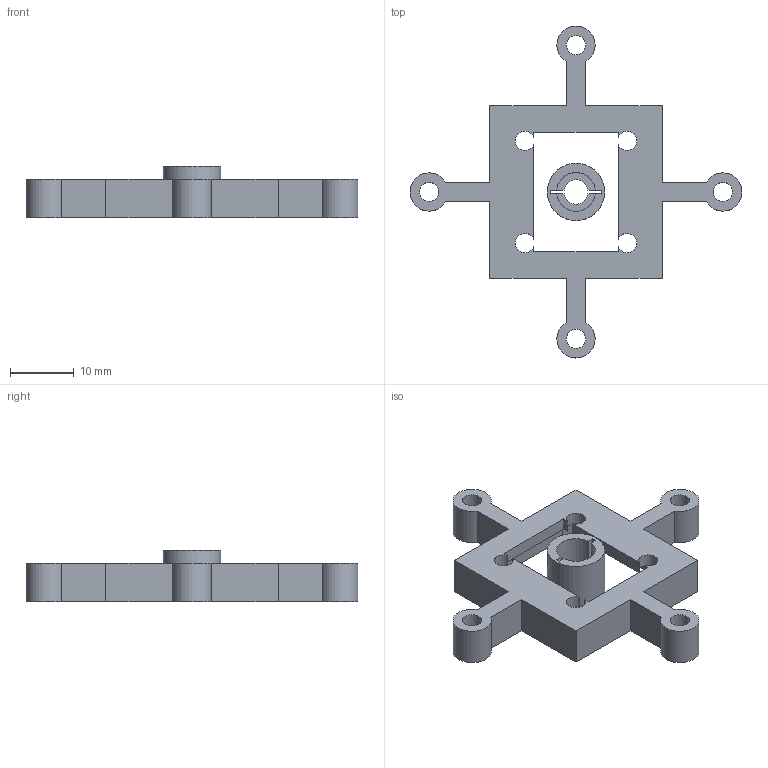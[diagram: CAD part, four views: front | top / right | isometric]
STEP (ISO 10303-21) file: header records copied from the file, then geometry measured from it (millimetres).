
FILE_DESCRIPTION(/* description */ (''),/* implementation_level */ '2;1');
FILE_NAME(/* name */ 'AS5600_MountingFrame v2.step',/* time_stamp */ '2024-04-28T22:49:46+02:00',/* author */ (''),/* organization */ (''),/* preprocessor_version */ 'ST-DEVELOPER v20',/* originating_system */ 'Autodesk Translation Framework v12.20.1.177',/* authorisation */ '');
FILE_SCHEMA (('AUTOMOTIVE_DESIGN { 1 0 10303 214 3 1 1 }'));
Length unit declared in the file: millimetre
Products named in the file (2): AS5600_MountingFrame; MagnetHolder2
Assembly tree (1 placements, depth 2):
  AS5600_MountingFrame
    MagnetHolder2
Bounding box: 52 x 52 x 8 mm (x, y, z)
Volume: 2968.4 mm3; surface area: 3789.2 mm2
Topology: 2 solids, 2 shells, 66 faces, 183 edges, 122 vertices
Faces by surface type: plane 43, cylinder 23
Full cylindrical faces by diameter (mm): 3 x4, 9 x1
Entity records: 2191 total; most frequent: CARTESIAN_POINT 374, DIRECTION 367, ORIENTED_EDGE 366, EDGE_CURVE 183, LINE 137, VECTOR 137, VERTEX_POINT 122, AXIS2_PLACEMENT_3D 115
